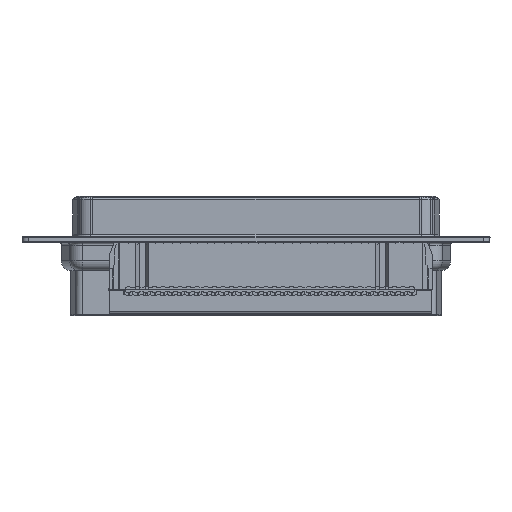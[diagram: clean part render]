
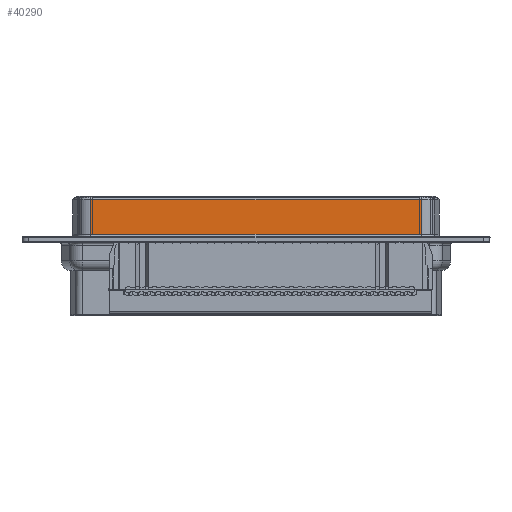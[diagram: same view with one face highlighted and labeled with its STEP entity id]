
A CAD part, front view. The second image highlights one B-rep face of the part: STEP entity #40290.
In plain terms, the highlighted face is planar.
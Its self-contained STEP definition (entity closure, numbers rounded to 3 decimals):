
#2799 = ORIENTED_EDGE ( 'NONE', *, *, #21947, .T. ) ;
#2803 = VECTOR ( 'NONE', #19538, 1000. ) ;
#4689 = CARTESIAN_POINT ( 'NONE',  ( -24.445, 6.3, 4. ) ) ;
#5139 = EDGE_CURVE ( 'NONE', #13680, #9107, #45267, .T. ) ;
#5261 = VERTEX_POINT ( 'NONE', #4689 ) ;
#6979 = FACE_OUTER_BOUND ( 'NONE', #47478, .T. ) ;
#9107 = VERTEX_POINT ( 'NONE', #16392 ) ;
#12400 = DIRECTION ( 'NONE',  ( 1., 0., 0. ) ) ;
#12491 = DIRECTION ( 'NONE',  ( 0., -1., 0. ) ) ;
#13680 = VERTEX_POINT ( 'NONE', #52718 ) ;
#13721 = ORIENTED_EDGE ( 'NONE', *, *, #33308, .T. ) ;
#15930 = VERTEX_POINT ( 'NONE', #36543 ) ;
#16392 = CARTESIAN_POINT ( 'NONE',  ( 24.445, 1.2, 4. ) ) ;
#18727 = LINE ( 'NONE', #56525, #35770 ) ;
#19538 = DIRECTION ( 'NONE',  ( 0., -1., 0. ) ) ;
#19945 = DIRECTION ( 'NONE',  ( -1., 0., 0. ) ) ;
#21045 = ORIENTED_EDGE ( 'NONE', *, *, #47369, .F. ) ;
#21947 = EDGE_CURVE ( 'NONE', #5261, #13680, #39018, .T. ) ;
#24168 = CARTESIAN_POINT ( 'NONE',  ( -24.445, 6.6, 4. ) ) ;
#33308 = EDGE_CURVE ( 'NONE', #15930, #5261, #18727, .T. ) ;
#35770 = VECTOR ( 'NONE', #19945, 1000. ) ;
#36543 = CARTESIAN_POINT ( 'NONE',  ( 24.445, 6.3, 4. ) ) ;
#39018 = LINE ( 'NONE', #24168, #2803 ) ;
#40290 = ADVANCED_FACE ( 'NONE', ( #6979 ), #58090, .F. ) ;
#40325 = CARTESIAN_POINT ( 'NONE',  ( 24.445, 1.2, 4. ) ) ;
#43823 = DIRECTION ( 'NONE',  ( -1., 0., 0. ) ) ;
#45267 = LINE ( 'NONE', #40325, #53275 ) ;
#47026 = VECTOR ( 'NONE', #12491, 1000. ) ;
#47369 = EDGE_CURVE ( 'NONE', #15930, #9107, #51290, .T. ) ;
#47478 = EDGE_LOOP ( 'NONE', ( #2799, #53998, #21045, #13721 ) ) ;
#51290 = LINE ( 'NONE', #55581, #47026 ) ;
#52718 = CARTESIAN_POINT ( 'NONE',  ( -24.445, 1.2, 4. ) ) ;
#53161 = CARTESIAN_POINT ( 'NONE',  ( -24.445, 6.6, 4. ) ) ;
#53275 = VECTOR ( 'NONE', #12400, 1000. ) ;
#53467 = DIRECTION ( 'NONE',  ( 0., 0., -1. ) ) ;
#53998 = ORIENTED_EDGE ( 'NONE', *, *, #5139, .T. ) ;
#55581 = CARTESIAN_POINT ( 'NONE',  ( 24.445, 6.6, 4. ) ) ;
#56525 = CARTESIAN_POINT ( 'NONE',  ( -24.445, 6.3, 4. ) ) ;
#57579 = AXIS2_PLACEMENT_3D ( 'NONE', #53161, #53467, #43823 ) ;
#58090 = PLANE ( 'NONE',  #57579 ) ;
